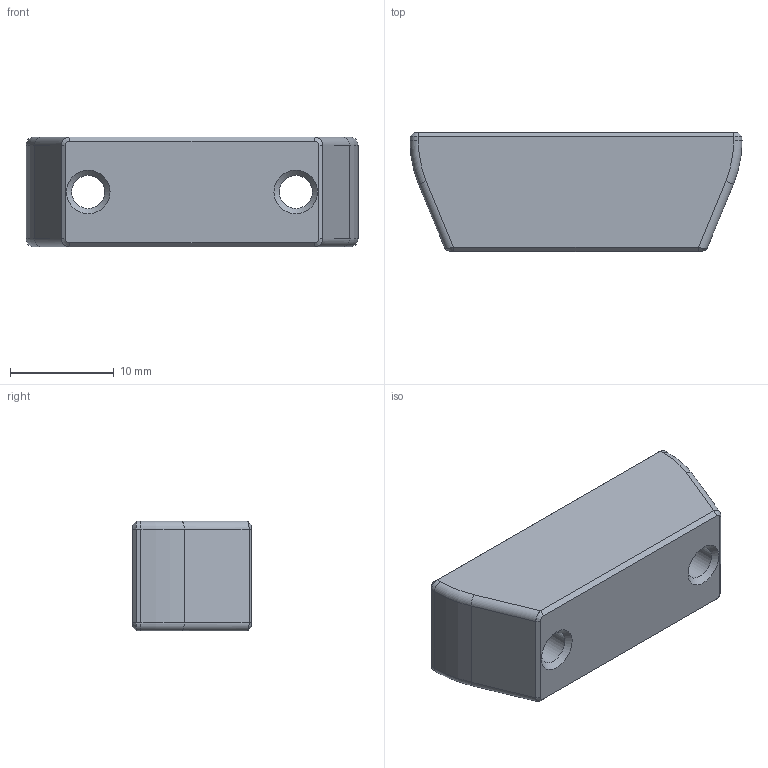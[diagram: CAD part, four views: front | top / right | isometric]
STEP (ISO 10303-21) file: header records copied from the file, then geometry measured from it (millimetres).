
FILE_DESCRIPTION(/* description */ (''),/* implementation_level */ '2;1');
FILE_NAME(/* name */ 'XY-SPACER_V01.step',/* time_stamp */ '2023-01-13T21:39:34+01:00',/* author */ (''),/* organization */ (''),/* preprocessor_version */ 'ST-DEVELOPER v19.2',/* originating_system */ 'Autodesk Translation Framework v11.17.0.187',/* authorisation */ '');
FILE_SCHEMA (('AUTOMOTIVE_DESIGN { 1 0 10303 214 3 1 1 }'));
Length unit declared in the file: millimetre
Products named in the file (1): XY-SPACER_V01_PR
Bounding box: 32 x 11.5 x 10.6 mm (x, y, z)
Volume: 3370.6 mm3; surface area: 1674.3 mm2
Topology: 1 solids, 1 shells, 44 faces, 102 edges, 60 vertices
Faces by surface type: plane 16, cylinder 12, cone 8, bspline 4, torus 4
Full cylindrical faces by diameter (mm): 3.2 x2
Entity records: 1462 total; most frequent: CARTESIAN_POINT 419, DIRECTION 212, ORIENTED_EDGE 204, EDGE_CURVE 102, AXIS2_PLACEMENT_3D 77, VERTEX_POINT 60, LINE 58, VECTOR 58
